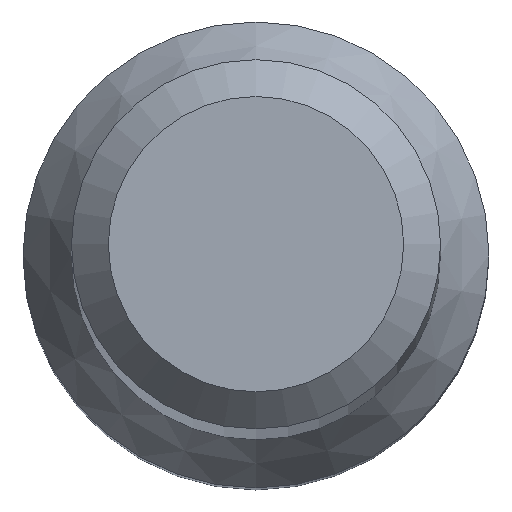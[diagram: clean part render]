
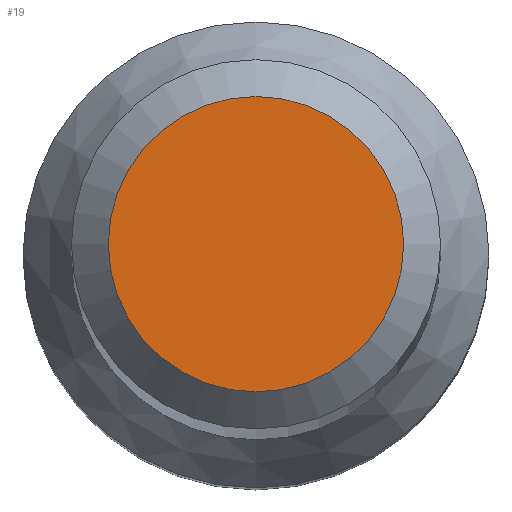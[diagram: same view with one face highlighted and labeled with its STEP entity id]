
A CAD part, top view. The second image highlights one B-rep face of the part: STEP entity #19.
In plain terms, the highlighted planar face has unit normal (0, 0, 1).
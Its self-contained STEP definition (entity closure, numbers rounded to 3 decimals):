
#19 = ADVANCED_FACE ( 'NONE', ( #167 ), #124, .T. ) ;
#34 = DIRECTION ( 'NONE',  ( 0., 0., 1. ) ) ;
#37 = DIRECTION ( 'NONE',  ( 0., -1., 0. ) ) ;
#53 = CIRCLE ( 'NONE', #182, 1.6 ) ;
#115 = AXIS2_PLACEMENT_3D ( 'NONE', #163, #34, #37 ) ;
#116 = VERTEX_POINT ( 'NONE', #195 ) ;
#124 = PLANE ( 'NONE',  #115 ) ;
#138 = CARTESIAN_POINT ( 'NONE',  ( 0., 0., 80. ) ) ;
#159 = DIRECTION ( 'NONE',  ( 0., 0., -1. ) ) ;
#163 = CARTESIAN_POINT ( 'NONE',  ( 0., 0., 80. ) ) ;
#167 = FACE_OUTER_BOUND ( 'NONE', #185, .T. ) ;
#182 = AXIS2_PLACEMENT_3D ( 'NONE', #138, #159, #233 ) ;
#185 = EDGE_LOOP ( 'NONE', ( #200 ) ) ;
#195 = CARTESIAN_POINT ( 'NONE',  ( 0., 1.6, 80. ) ) ;
#200 = ORIENTED_EDGE ( 'NONE', *, *, #215, .F. ) ;
#215 = EDGE_CURVE ( 'NONE', #116, #116, #53, .T. ) ;
#233 = DIRECTION ( 'NONE',  ( 0., 1., 0. ) ) ;
